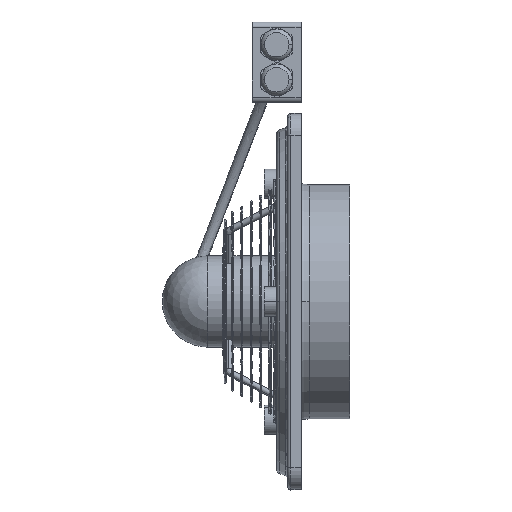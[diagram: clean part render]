
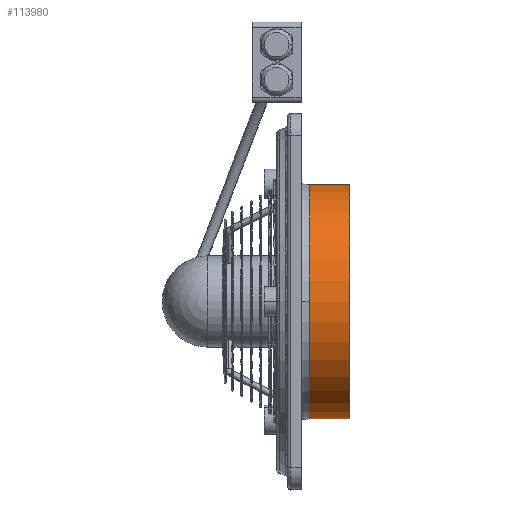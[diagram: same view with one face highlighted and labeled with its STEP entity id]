
A CAD part, top view. The second image highlights one B-rep face of the part: STEP entity #113980.
In plain terms, the highlighted cylindrical face has radius 107.5 mm (diameter 215 mm), a partial arc.
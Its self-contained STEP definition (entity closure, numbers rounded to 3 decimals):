
#25410=CARTESIAN_POINT('',(66.933,-85.774,
0.123));
#25420=DIRECTION('',(1.,-0.,0.));
#25430=DIRECTION('',(0.,0.,1.));
#25440=AXIS2_PLACEMENT_3D('',#25410,#25420,#25430);
#25450=CIRCLE('',#25440,107.5);
#25460=CARTESIAN_POINT('',(66.933,21.726,
0.123));
#25470=VERTEX_POINT('',#25460);
#25480=CARTESIAN_POINT('',(66.933,-85.774,
107.623));
#25490=VERTEX_POINT('',#25480);
#25500=EDGE_CURVE('',#25470,#25490,#25450,.T.);
#89180=CARTESIAN_POINT('',(85.433,-193.274,
0.123));
#89190=DIRECTION('',(1.,0.,0.));
#89200=VECTOR('',#89190,1000.);
#89210=LINE('',#89180,#89200);
#89220=CARTESIAN_POINT('',(66.933,-193.274,
0.123));
#89230=VERTEX_POINT('',#89220);
#89240=CARTESIAN_POINT('',(103.933,-193.274,
0.123));
#89250=VERTEX_POINT('',#89240);
#89260=EDGE_CURVE('',#89230,#89250,#89210,.T.);
#89330=CARTESIAN_POINT('',(103.933,21.726,
0.123));
#89340=VERTEX_POINT('',#89330);
#89370=CARTESIAN_POINT('',(85.433,21.726,
0.123));
#89380=DIRECTION('',(1.,0.,0.));
#89390=VECTOR('',#89380,1000.);
#89400=LINE('',#89370,#89390);
#89410=EDGE_CURVE('',#25470,#89340,#89400,.T.);
#113330=CARTESIAN_POINT('',(103.933,-85.774,
0.123));
#113340=DIRECTION('',(-1.,-0.,-0.));
#113350=DIRECTION('',(0.,-1.,0.));
#113360=AXIS2_PLACEMENT_3D('',#113330,#113340,#113350);
#113370=CIRCLE('',#113360,107.5);
#113380=EDGE_CURVE('',#89250,#89340,#113370,.T.);
#113800=CARTESIAN_POINT('',(85.433,-85.774,
0.123));
#113810=DIRECTION('',(1.,0.,0.));
#113820=DIRECTION('',(0.,-1.,0.));
#113830=AXIS2_PLACEMENT_3D('',#113800,#113810,#113820);
#113840=CYLINDRICAL_SURFACE('',#113830,107.5);
#113850=ORIENTED_EDGE('',*,*,#113380,.T.);
#113860=ORIENTED_EDGE('',*,*,#89260,.T.);
#113870=CARTESIAN_POINT('',(66.933,-85.774,
0.123));
#113880=DIRECTION('',(1.,-0.,0.));
#113890=DIRECTION('',(0.,0.,1.));
#113900=AXIS2_PLACEMENT_3D('',#113870,#113880,#113890);
#113910=CIRCLE('',#113900,107.5);
#113920=EDGE_CURVE('',#25490,#89230,#113910,.T.);
#113930=ORIENTED_EDGE('',*,*,#113920,.T.);
#113940=ORIENTED_EDGE('',*,*,#25500,.T.);
#113950=ORIENTED_EDGE('',*,*,#89410,.F.);
#113960=EDGE_LOOP('',(#113950,#113940,#113930,#113860,#113850));
#113970=FACE_OUTER_BOUND('',#113960,.T.);
#113980=ADVANCED_FACE('',(#113970),#113840,.T.);
